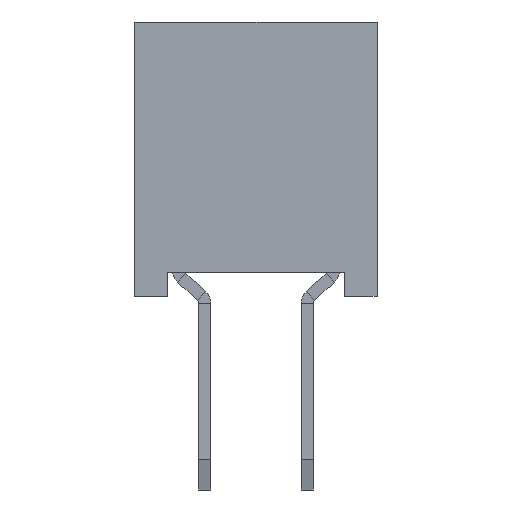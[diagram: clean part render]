
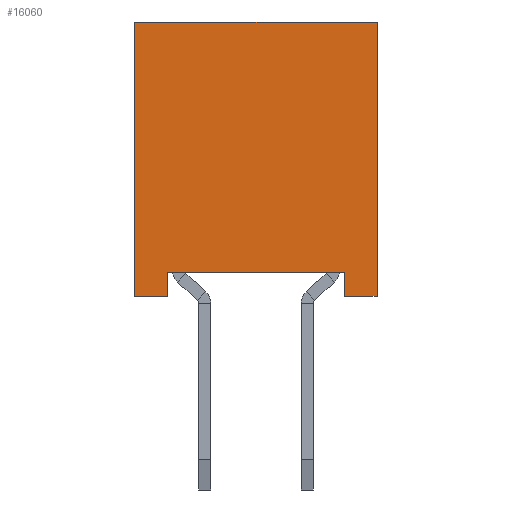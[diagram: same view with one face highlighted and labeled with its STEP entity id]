
A CAD part, left-side view. The second image highlights one B-rep face of the part: STEP entity #16060.
In plain terms, the highlighted planar face has unit normal (-1, 0, 0).
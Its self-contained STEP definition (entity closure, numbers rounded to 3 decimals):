
#438 = VERTEX_POINT ( 'NONE', #46418 ) ;
#1193 = CARTESIAN_POINT ( 'NONE',  ( -12.875, -1.1, 0. ) ) ;
#1708 = VECTOR ( 'NONE', #29982, 1000. ) ;
#1861 = VERTEX_POINT ( 'NONE', #21666 ) ;
#2520 = CARTESIAN_POINT ( 'NONE',  ( -12.875, -1.5, 3.4 ) ) ;
#2777 = ORIENTED_EDGE ( 'NONE', *, *, #53391, .T. ) ;
#2827 = VERTEX_POINT ( 'NONE', #26396 ) ;
#3369 = ORIENTED_EDGE ( 'NONE', *, *, #43366, .F. ) ;
#4438 = CARTESIAN_POINT ( 'NONE',  ( -12.875, 1.5, 3.4 ) ) ;
#4889 = EDGE_LOOP ( 'NONE', ( #2777, #21539, #7454, #37083, #9679, #18995, #3369, #60409 ) ) ;
#5628 = VECTOR ( 'NONE', #33683, 1000. ) ;
#6020 = CARTESIAN_POINT ( 'NONE',  ( -12.875, -1.5, 3.4 ) ) ;
#6041 = VECTOR ( 'NONE', #29519, 1000. ) ;
#6765 = VECTOR ( 'NONE', #20564, 1000. ) ;
#7454 = ORIENTED_EDGE ( 'NONE', *, *, #22407, .F. ) ;
#8605 = LINE ( 'NONE', #53779, #11928 ) ;
#9619 = LINE ( 'NONE', #23345, #5628 ) ;
#9679 = ORIENTED_EDGE ( 'NONE', *, *, #10593, .T. ) ;
#10008 = PLANE ( 'NONE',  #44526 ) ;
#10593 = EDGE_CURVE ( 'NONE', #28652, #2827, #46040, .T. ) ;
#11156 = EDGE_CURVE ( 'NONE', #17066, #2827, #8605, .T. ) ;
#11928 = VECTOR ( 'NONE', #35470, 1000. ) ;
#12157 = DIRECTION ( 'NONE',  ( 0., -1., 0. ) ) ;
#12791 = VECTOR ( 'NONE', #49003, 1000. ) ;
#14715 = CARTESIAN_POINT ( 'NONE',  ( -12.875, 1.1, 0. ) ) ;
#16019 = VERTEX_POINT ( 'NONE', #41160 ) ;
#16060 = ADVANCED_FACE ( 'NONE', ( #33495 ), #10008, .F. ) ;
#16713 = VECTOR ( 'NONE', #12157, 1000. ) ;
#17041 = CARTESIAN_POINT ( 'NONE',  ( -12.875, -1.5, 0. ) ) ;
#17066 = VERTEX_POINT ( 'NONE', #38833 ) ;
#18282 = CARTESIAN_POINT ( 'NONE',  ( -12.875, -1.5, 0. ) ) ;
#18995 = ORIENTED_EDGE ( 'NONE', *, *, #11156, .F. ) ;
#20564 = DIRECTION ( 'NONE',  ( 0., 1., 0. ) ) ;
#21497 = CARTESIAN_POINT ( 'NONE',  ( -12.875, 1.5, 3.4 ) ) ;
#21539 = ORIENTED_EDGE ( 'NONE', *, *, #36247, .F. ) ;
#21666 = CARTESIAN_POINT ( 'NONE',  ( -12.875, 1.1, 0.3 ) ) ;
#22407 = EDGE_CURVE ( 'NONE', #438, #1861, #48948, .T. ) ;
#23345 = CARTESIAN_POINT ( 'NONE',  ( -12.875, -1.1, 0.3 ) ) ;
#24255 = CARTESIAN_POINT ( 'NONE',  ( -12.875, 1.1, 0.3 ) ) ;
#26371 = VERTEX_POINT ( 'NONE', #4438 ) ;
#26396 = CARTESIAN_POINT ( 'NONE',  ( -12.875, -1.5, 0. ) ) ;
#27702 = EDGE_CURVE ( 'NONE', #28652, #438, #9619, .T. ) ;
#28652 = VERTEX_POINT ( 'NONE', #1193 ) ;
#29519 = DIRECTION ( 'NONE',  ( 0., -1., 0. ) ) ;
#29982 = DIRECTION ( 'NONE',  ( 0., -1., 0. ) ) ;
#30993 = LINE ( 'NONE', #40151, #12791 ) ;
#31378 = EDGE_CURVE ( 'NONE', #26371, #16019, #32147, .T. ) ;
#32147 = LINE ( 'NONE', #21497, #51032 ) ;
#33495 = FACE_OUTER_BOUND ( 'NONE', #4889, .T. ) ;
#33683 = DIRECTION ( 'NONE',  ( 0., 0., 1. ) ) ;
#35470 = DIRECTION ( 'NONE',  ( 0., 0., -1. ) ) ;
#35940 = LINE ( 'NONE', #17041, #16713 ) ;
#36247 = EDGE_CURVE ( 'NONE', #1861, #45251, #30993, .T. ) ;
#37083 = ORIENTED_EDGE ( 'NONE', *, *, #27702, .F. ) ;
#37500 = DIRECTION ( 'NONE',  ( 0., 0., -1. ) ) ;
#38833 = CARTESIAN_POINT ( 'NONE',  ( -12.875, -1.5, 3.4 ) ) ;
#39760 = LINE ( 'NONE', #2520, #1708 ) ;
#40151 = CARTESIAN_POINT ( 'NONE',  ( -12.875, 1.1, 0. ) ) ;
#41160 = CARTESIAN_POINT ( 'NONE',  ( -12.875, 1.5, 0. ) ) ;
#43254 = DIRECTION ( 'NONE',  ( 1., 0., 0. ) ) ;
#43366 = EDGE_CURVE ( 'NONE', #26371, #17066, #39760, .T. ) ;
#44526 = AXIS2_PLACEMENT_3D ( 'NONE', #6020, #43254, #37500 ) ;
#45251 = VERTEX_POINT ( 'NONE', #14715 ) ;
#46040 = LINE ( 'NONE', #18282, #6041 ) ;
#46418 = CARTESIAN_POINT ( 'NONE',  ( -12.875, -1.1, 0.3 ) ) ;
#48948 = LINE ( 'NONE', #24255, #6765 ) ;
#49003 = DIRECTION ( 'NONE',  ( 0., 0., -1. ) ) ;
#51032 = VECTOR ( 'NONE', #59941, 1000. ) ;
#53391 = EDGE_CURVE ( 'NONE', #16019, #45251, #35940, .T. ) ;
#53779 = CARTESIAN_POINT ( 'NONE',  ( -12.875, -1.5, 3.4 ) ) ;
#59941 = DIRECTION ( 'NONE',  ( 0., 0., -1. ) ) ;
#60409 = ORIENTED_EDGE ( 'NONE', *, *, #31378, .T. ) ;
